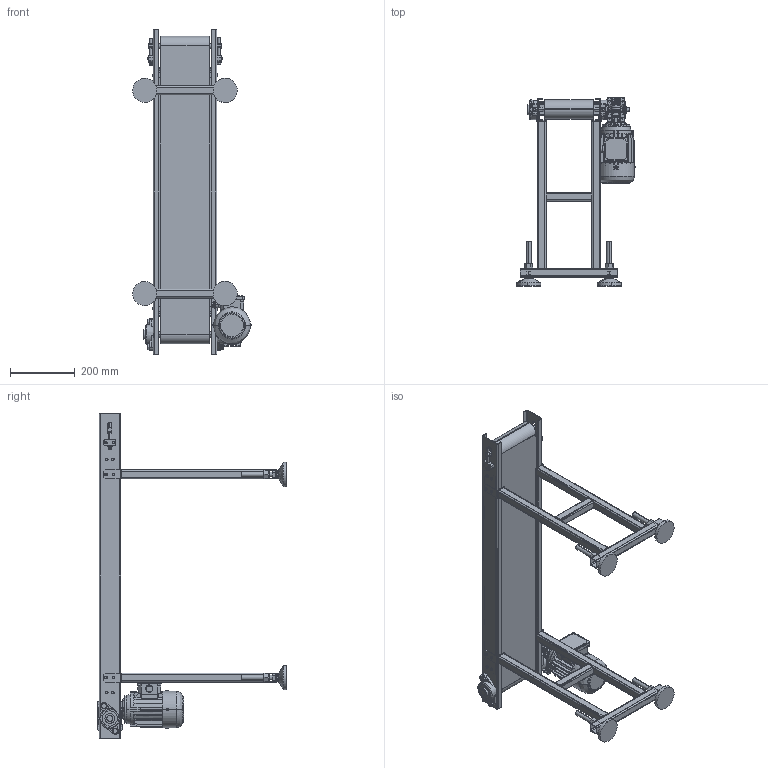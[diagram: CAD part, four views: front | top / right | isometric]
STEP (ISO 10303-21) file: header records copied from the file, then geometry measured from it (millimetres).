
FILE_DESCRIPTION(('FreeCAD Model'),'2;1');
FILE_NAME('Open CASCADE Shape Model','2025-05-09T06:25:58',('FreeCAD'),( 'FreeCAD'),'Open CASCADE STEP processor 7.6','FreeCAD','Unknown');
FILE_SCHEMA(('AUTOMOTIVE_DESIGN { 1 0 10303 214 1 1 1 1 }'));
Products named in the file (1): Open CASCADE STEP translator 7.6 1
Bounding box: 366.48 x 582.83 x 1001.81 mm (x, y, z)
Volume: 4994573.4 mm3; surface area: 2565424.5 mm2
Topology: 110 solids, 110 shells, 4072 faces, 9823 edges, 6071 vertices
Faces by surface type: bspline 4072
Entity records: 121521 total; most frequent: CARTESIAN_POINT 65161, ORIENTED_EDGE 19488, EDGE_CURVE 9744, VERTEX_POINT 6071, B_SPLINE_CURVE_WITH_KNOTS 5865, FACE_BOUND 4485, EDGE_LOOP 4485, ADVANCED_FACE 4072
